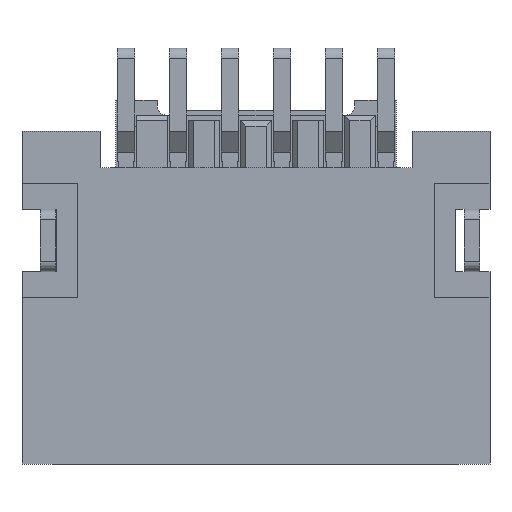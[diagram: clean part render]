
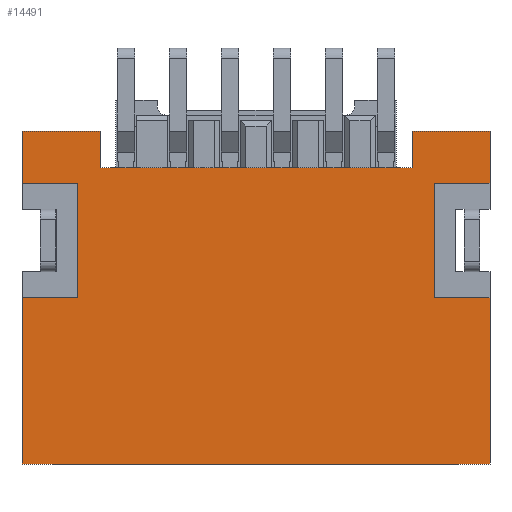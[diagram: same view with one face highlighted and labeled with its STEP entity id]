
A CAD part, front view. The second image highlights one B-rep face of the part: STEP entity #14491.
In plain terms, the highlighted planar face has unit normal (0, -1, 0).
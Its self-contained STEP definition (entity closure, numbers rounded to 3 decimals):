
#1190=DIRECTION('',(0.,0.,-1.));
#1191=VECTOR('',#1190,0.5);
#1192=CARTESIAN_POINT('',(2.25,0.,3.2));
#1193=LINE('7615',#1192,#1191);
#1194=DIRECTION('',(0.,0.,-1.));
#1195=VECTOR('',#1194,1.6);
#1196=CARTESIAN_POINT('',(2.25,0.,1.6));
#1197=LINE('7630',#1196,#1195);
#1198=DIRECTION('',(-1.,0.,0.));
#1199=VECTOR('',#1198,4.5);
#1200=CARTESIAN_POINT('',(2.25,0.,0.));
#1201=LINE('7676',#1200,#1199);
#1202=DIRECTION('',(0.,0.,1.));
#1203=VECTOR('',#1202,1.6);
#1204=CARTESIAN_POINT('',(-2.25,0.,0.));
#1205=LINE('7677',#1204,#1203);
#1214=DIRECTION('',(-1.,0.,0.));
#1215=VECTOR('',#1214,0.535);
#1216=CARTESIAN_POINT('',(-1.715,0.,1.6));
#1217=LINE('7679',#1216,#1215);
#1218=DIRECTION('',(0.,0.,-1.));
#1219=VECTOR('',#1218,1.1);
#1220=CARTESIAN_POINT('',(-1.715,0.,2.7));
#1221=LINE('7680',#1220,#1219);
#1230=DIRECTION('',(1.,0.,0.));
#1231=VECTOR('',#1230,0.535);
#1232=CARTESIAN_POINT('',(-2.25,0.,2.7));
#1233=LINE('7671',#1232,#1231);
#1254=DIRECTION('',(0.,0.,-1.));
#1255=VECTOR('',#1254,0.5);
#1256=CARTESIAN_POINT('',(-2.25,0.,3.2));
#1257=LINE('7672',#1256,#1255);
#1298=DIRECTION('',(-1.,0.,0.));
#1299=VECTOR('',#1298,0.75);
#1300=CARTESIAN_POINT('',(-1.5,0.,3.2));
#1301=LINE('7720',#1300,#1299);
#1916=DIRECTION('',(0.,0.,1.));
#1917=VECTOR('',#1916,0.35);
#1918=CARTESIAN_POINT('',(-1.5,0.,2.85));
#1919=LINE('7836',#1918,#1917);
#2239=DIRECTION('',(0.,0.,-1.));
#2240=VECTOR('',#2239,0.35);
#2241=CARTESIAN_POINT('',(1.5,0.,3.2));
#2242=LINE('7674',#2241,#2240);
#5287=DIRECTION('',(-1.,0.,0.));
#5288=VECTOR('',#5287,3.);
#5289=CARTESIAN_POINT('',(1.5,0.,2.85));
#5290=LINE('7673',#5289,#5288);
#9168=DIRECTION('',(-1.,0.,0.));
#9169=VECTOR('',#9168,0.75);
#9170=CARTESIAN_POINT('',(2.25,0.,3.2));
#9171=LINE('7820',#9170,#9169);
#9232=DIRECTION('',(1.,0.,0.));
#9233=VECTOR('',#9232,0.535);
#9234=CARTESIAN_POINT('',(1.715,0.,2.7));
#9235=LINE('8129',#9234,#9233);
#9236=DIRECTION('',(0.,0.,1.));
#9237=VECTOR('',#9236,1.1);
#9238=CARTESIAN_POINT('',(1.715,0.,1.6));
#9239=LINE('8130',#9238,#9237);
#9252=DIRECTION('',(-1.,0.,0.));
#9253=VECTOR('',#9252,0.535);
#9254=CARTESIAN_POINT('',(2.25,0.,1.6));
#9255=LINE('7675',#9254,#9253);
#9992=CARTESIAN_POINT('',(-2.25,0.,1.6));
#9993=VERTEX_POINT('',#9992);
#10114=CARTESIAN_POINT('',(2.25,0.,2.7));
#10116=VERTEX_POINT('',#10114);
#10118=CARTESIAN_POINT('',(2.25,0.,3.2));
#10119=VERTEX_POINT('',#10118);
#10142=CARTESIAN_POINT('',(2.25,0.,0.));
#10143=VERTEX_POINT('',#10142);
#10144=CARTESIAN_POINT('',(2.25,0.,1.6));
#10145=VERTEX_POINT('',#10144);
#10168=CARTESIAN_POINT('',(-2.25,0.,0.));
#10169=VERTEX_POINT('',#10168);
#10178=CARTESIAN_POINT('',(-2.25,0.,2.7));
#10179=CARTESIAN_POINT('',(-1.715,0.,2.7));
#10180=VERTEX_POINT('',#10178);
#10181=VERTEX_POINT('',#10179);
#10182=CARTESIAN_POINT('',(-2.25,0.,3.2));
#10183=VERTEX_POINT('',#10182);
#10184=CARTESIAN_POINT('',(1.5,0.,2.85));
#10185=CARTESIAN_POINT('',(-1.5,0.,2.85));
#10186=VERTEX_POINT('',#10184);
#10187=VERTEX_POINT('',#10185);
#10188=CARTESIAN_POINT('',(1.5,0.,3.2));
#10189=VERTEX_POINT('',#10188);
#10190=CARTESIAN_POINT('',(1.715,0.,1.6));
#10191=VERTEX_POINT('',#10190);
#10192=CARTESIAN_POINT('',(-1.715,0.,1.6));
#10193=VERTEX_POINT('',#10192);
#10238=CARTESIAN_POINT('',(-1.5,0.,3.2));
#10239=VERTEX_POINT('',#10238);
#10678=CARTESIAN_POINT('',(1.715,0.,2.7));
#10679=VERTEX_POINT('',#10678);
#14455=CARTESIAN_POINT('',(0.,0.,1.6));
#14456=DIRECTION('',(0.,1.,0.));
#14457=DIRECTION('',(0.,0.,-1.));
#14458=AXIS2_PLACEMENT_3D('',#14455,#14456,#14457);
#14459=PLANE('9825',#14458);
#14461=ORIENTED_EDGE('7679',*,*,#14460,.F.);
#14463=ORIENTED_EDGE('7680',*,*,#14462,.F.);
#14465=ORIENTED_EDGE('7671',*,*,#14464,.F.);
#14467=ORIENTED_EDGE('7672',*,*,#14466,.F.);
#14469=ORIENTED_EDGE('7720',*,*,#14468,.F.);
#14471=ORIENTED_EDGE('7836',*,*,#14470,.F.);
#14473=ORIENTED_EDGE('7673',*,*,#14472,.F.);
#14475=ORIENTED_EDGE('7674',*,*,#14474,.F.);
#14477=ORIENTED_EDGE('7820',*,*,#14476,.F.);
#14479=ORIENTED_EDGE('7615',*,*,#14478,.T.);
#14481=ORIENTED_EDGE('8129',*,*,#14480,.F.);
#14483=ORIENTED_EDGE('8130',*,*,#14482,.F.);
#14485=ORIENTED_EDGE('7675',*,*,#14484,.F.);
#14486=ORIENTED_EDGE('7630',*,*,#14425,.T.);
#14487=ORIENTED_EDGE('7676',*,*,#14438,.T.);
#14488=ORIENTED_EDGE('7677',*,*,#13017,.T.);
#14489=EDGE_LOOP('9825',(#14461,#14463,#14465,#14467,#14469,#14471,#14473,
#14475,#14477,#14479,#14481,#14483,#14485,#14486,#14487,#14488));
#14490=FACE_OUTER_BOUND('9825',#14489,.F.);
#13017=EDGE_CURVE('7677',#10169,#9993,#1205,.T.);
#14425=EDGE_CURVE('7630',#10145,#10143,#1197,.T.);
#14438=EDGE_CURVE('7676',#10143,#10169,#1201,.T.);
#14460=EDGE_CURVE('7679',#10193,#9993,#1217,.T.);
#14462=EDGE_CURVE('7680',#10181,#10193,#1221,.T.);
#14464=EDGE_CURVE('7671',#10180,#10181,#1233,.T.);
#14466=EDGE_CURVE('7672',#10183,#10180,#1257,.T.);
#14468=EDGE_CURVE('7720',#10239,#10183,#1301,.T.);
#14470=EDGE_CURVE('7836',#10187,#10239,#1919,.T.);
#14472=EDGE_CURVE('7673',#10186,#10187,#5290,.T.);
#14474=EDGE_CURVE('7674',#10189,#10186,#2242,.T.);
#14476=EDGE_CURVE('7820',#10119,#10189,#9171,.T.);
#14478=EDGE_CURVE('7615',#10119,#10116,#1193,.T.);
#14480=EDGE_CURVE('8129',#10679,#10116,#9235,.T.);
#14482=EDGE_CURVE('8130',#10191,#10679,#9239,.T.);
#14484=EDGE_CURVE('7675',#10145,#10191,#9255,.T.);
#14491=ADVANCED_FACE('9825',(#14490),#14459,.F.);
